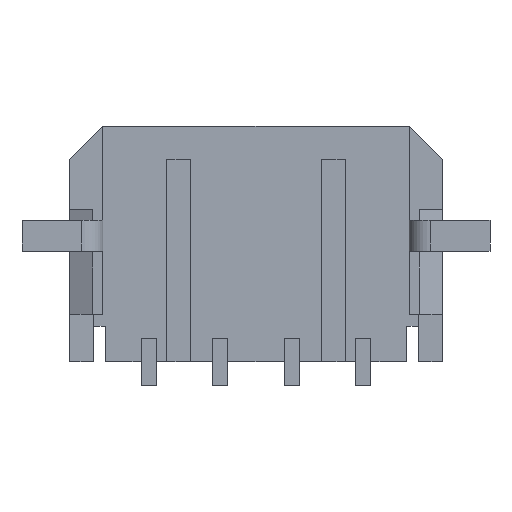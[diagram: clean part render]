
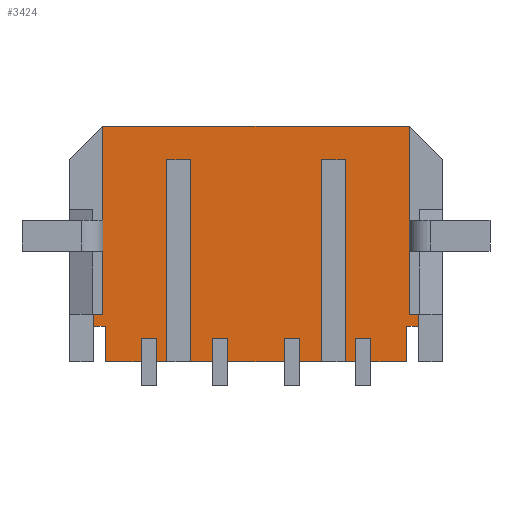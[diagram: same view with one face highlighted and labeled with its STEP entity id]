
A CAD part, front view. The second image highlights one B-rep face of the part: STEP entity #3424.
In plain terms, the highlighted planar face has unit normal (0, -1, 0).
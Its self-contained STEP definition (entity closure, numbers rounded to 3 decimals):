
#221=DIRECTION('',(0.,0.,1.));
#222=VECTOR('',#221,7.9);
#223=CARTESIAN_POINT('',(6.425,-1.935,-2.95));
#224=LINE('',#223,#222);
#541=DIRECTION('',(0.,0.,-1.));
#542=VECTOR('',#541,0.5);
#543=CARTESIAN_POINT('',(6.825,-1.935,-2.95));
#544=LINE('',#543,#542);
#545=DIRECTION('',(0.,0.,1.));
#546=VECTOR('',#545,1.);
#547=CARTESIAN_POINT('',(4.82,-1.935,-4.95));
#548=LINE('',#547,#546);
#549=DIRECTION('',(1.,0.,0.));
#550=VECTOR('',#549,0.64);
#551=CARTESIAN_POINT('',(4.18,-1.935,-3.95));
#552=LINE('',#551,#550);
#553=DIRECTION('',(0.,0.,1.));
#554=VECTOR('',#553,1.);
#555=CARTESIAN_POINT('',(4.18,-1.935,-4.95));
#556=LINE('',#555,#554);
#557=DIRECTION('',(0.,0.,1.));
#558=VECTOR('',#557,8.5);
#559=CARTESIAN_POINT('',(3.75,-1.935,-4.95));
#560=LINE('',#559,#558);
#561=DIRECTION('',(-1.,0.,0.));
#562=VECTOR('',#561,1.);
#563=CARTESIAN_POINT('',(3.75,-1.935,3.55));
#564=LINE('',#563,#562);
#565=DIRECTION('',(0.,0.,1.));
#566=VECTOR('',#565,8.5);
#567=CARTESIAN_POINT('',(2.75,-1.935,-4.95));
#568=LINE('',#567,#566);
#569=DIRECTION('',(0.,0.,1.));
#570=VECTOR('',#569,1.);
#571=CARTESIAN_POINT('',(1.82,-1.935,-4.95));
#572=LINE('',#571,#570);
#573=DIRECTION('',(1.,0.,0.));
#574=VECTOR('',#573,0.64);
#575=CARTESIAN_POINT('',(1.18,-1.935,-3.95));
#576=LINE('',#575,#574);
#577=DIRECTION('',(0.,0.,1.));
#578=VECTOR('',#577,1.);
#579=CARTESIAN_POINT('',(1.18,-1.935,-4.95));
#580=LINE('',#579,#578);
#581=DIRECTION('',(0.,0.,1.));
#582=VECTOR('',#581,1.);
#583=CARTESIAN_POINT('',(-1.18,-1.935,-4.95));
#584=LINE('',#583,#582);
#585=DIRECTION('',(1.,0.,0.));
#586=VECTOR('',#585,0.64);
#587=CARTESIAN_POINT('',(-1.82,-1.935,-3.95));
#588=LINE('',#587,#586);
#589=DIRECTION('',(0.,0.,1.));
#590=VECTOR('',#589,1.);
#591=CARTESIAN_POINT('',(-1.82,-1.935,-4.95));
#592=LINE('',#591,#590);
#593=DIRECTION('',(0.,0.,1.));
#594=VECTOR('',#593,8.5);
#595=CARTESIAN_POINT('',(-2.75,-1.935,-4.95));
#596=LINE('',#595,#594);
#597=DIRECTION('',(-1.,0.,0.));
#598=VECTOR('',#597,1.);
#599=CARTESIAN_POINT('',(-2.75,-1.935,3.55));
#600=LINE('',#599,#598);
#601=DIRECTION('',(0.,0.,1.));
#602=VECTOR('',#601,8.5);
#603=CARTESIAN_POINT('',(-3.75,-1.935,-4.95));
#604=LINE('',#603,#602);
#605=DIRECTION('',(0.,0.,1.));
#606=VECTOR('',#605,1.);
#607=CARTESIAN_POINT('',(-4.18,-1.935,-4.95));
#608=LINE('',#607,#606);
#609=DIRECTION('',(1.,0.,0.));
#610=VECTOR('',#609,0.64);
#611=CARTESIAN_POINT('',(-4.82,-1.935,-3.95));
#612=LINE('',#611,#610);
#613=DIRECTION('',(0.,0.,1.));
#614=VECTOR('',#613,1.);
#615=CARTESIAN_POINT('',(-4.82,-1.935,-4.95));
#616=LINE('',#615,#614);
#617=DIRECTION('',(-1.,0.,0.));
#618=VECTOR('',#617,0.4);
#619=CARTESIAN_POINT('',(-6.425,-1.935,-2.95));
#620=LINE('',#619,#618);
#621=DIRECTION('',(1.,0.,0.));
#622=VECTOR('',#621,12.85);
#623=CARTESIAN_POINT('',(-6.425,-1.935,4.95));
#624=LINE('',#623,#622);
#625=DIRECTION('',(1.,0.,0.));
#626=VECTOR('',#625,0.4);
#627=CARTESIAN_POINT('',(6.425,-1.935,-2.95));
#628=LINE('',#627,#626);
#629=DIRECTION('',(1.,0.,0.));
#630=VECTOR('',#629,0.5);
#631=CARTESIAN_POINT('',(6.325,-1.935,-3.45));
#632=LINE('',#631,#630);
#827=DIRECTION('',(-1.,0.,0.));
#828=VECTOR('',#827,1.505);
#829=CARTESIAN_POINT('',(6.325,-1.935,-4.95));
#830=LINE('',#829,#828);
#851=DIRECTION('',(-1.,0.,0.));
#852=VECTOR('',#851,2.36);
#853=CARTESIAN_POINT('',(1.18,-1.935,-4.95));
#854=LINE('',#853,#852);
#871=DIRECTION('',(-1.,0.,0.));
#872=VECTOR('',#871,1.505);
#873=CARTESIAN_POINT('',(-4.82,-1.935,-4.95));
#874=LINE('',#873,#872);
#879=DIRECTION('',(-1.,0.,0.));
#880=VECTOR('',#879,0.43);
#881=CARTESIAN_POINT('',(-3.75,-1.935,-4.95));
#882=LINE('',#881,#880);
#887=DIRECTION('',(-1.,0.,0.));
#888=VECTOR('',#887,0.93);
#889=CARTESIAN_POINT('',(-1.82,-1.935,-4.95));
#890=LINE('',#889,#888);
#907=DIRECTION('',(-1.,0.,0.));
#908=VECTOR('',#907,0.93);
#909=CARTESIAN_POINT('',(2.75,-1.935,-4.95));
#910=LINE('',#909,#908);
#915=DIRECTION('',(-1.,0.,0.));
#916=VECTOR('',#915,0.43);
#917=CARTESIAN_POINT('',(4.18,-1.935,-4.95));
#918=LINE('',#917,#916);
#1271=DIRECTION('',(0.,0.,-1.));
#1272=VECTOR('',#1271,0.5);
#1273=CARTESIAN_POINT('',(-6.825,-1.935,-2.95));
#1274=LINE('',#1273,#1272);
#1291=DIRECTION('',(1.,0.,0.));
#1292=VECTOR('',#1291,0.5);
#1293=CARTESIAN_POINT('',(-6.825,-1.935,-3.45));
#1294=LINE('',#1293,#1292);
#1299=DIRECTION('',(0.,0.,-1.));
#1300=VECTOR('',#1299,1.5);
#1301=CARTESIAN_POINT('',(-6.325,-1.935,-3.45));
#1302=LINE('',#1301,#1300);
#1379=DIRECTION('',(0.,0.,1.));
#1380=VECTOR('',#1379,1.5);
#1381=CARTESIAN_POINT('',(6.325,-1.935,-4.95));
#1382=LINE('',#1381,#1380);
#1647=DIRECTION('',(0.,0.,-1.));
#1648=VECTOR('',#1647,7.9);
#1649=CARTESIAN_POINT('',(-6.425,-1.935,4.95));
#1650=LINE('',#1649,#1648);
#2259=CARTESIAN_POINT('',(4.82,-1.935,-4.95));
#2260=VERTEX_POINT('',#2259);
#2261=CARTESIAN_POINT('',(4.18,-1.935,-4.95));
#2262=VERTEX_POINT('',#2261);
#2383=CARTESIAN_POINT('',(6.325,-1.935,-4.95));
#2384=CARTESIAN_POINT('',(6.325,-1.935,-3.45));
#2385=VERTEX_POINT('',#2383);
#2386=VERTEX_POINT('',#2384);
#2387=CARTESIAN_POINT('',(6.825,-1.935,-3.45));
#2388=VERTEX_POINT('',#2387);
#2389=CARTESIAN_POINT('',(-6.825,-1.935,-3.45));
#2390=CARTESIAN_POINT('',(-6.325,-1.935,-3.45));
#2391=VERTEX_POINT('',#2389);
#2392=VERTEX_POINT('',#2390);
#2393=CARTESIAN_POINT('',(-6.325,-1.935,-4.95));
#2394=VERTEX_POINT('',#2393);
#2399=CARTESIAN_POINT('',(4.18,-1.935,-3.95));
#2400=CARTESIAN_POINT('',(4.82,-1.935,-3.95));
#2401=VERTEX_POINT('',#2399);
#2402=VERTEX_POINT('',#2400);
#2403=CARTESIAN_POINT('',(1.18,-1.935,-3.95));
#2404=CARTESIAN_POINT('',(1.82,-1.935,-3.95));
#2405=VERTEX_POINT('',#2403);
#2406=VERTEX_POINT('',#2404);
#2407=CARTESIAN_POINT('',(-1.82,-1.935,-3.95));
#2408=CARTESIAN_POINT('',(-1.18,-1.935,-3.95));
#2409=VERTEX_POINT('',#2407);
#2410=VERTEX_POINT('',#2408);
#2411=CARTESIAN_POINT('',(-4.82,-1.935,-3.95));
#2412=CARTESIAN_POINT('',(-4.18,-1.935,-3.95));
#2413=VERTEX_POINT('',#2411);
#2414=VERTEX_POINT('',#2412);
#2415=CARTESIAN_POINT('',(1.82,-1.935,-4.95));
#2416=VERTEX_POINT('',#2415);
#2417=CARTESIAN_POINT('',(1.18,-1.935,-4.95));
#2418=VERTEX_POINT('',#2417);
#2419=CARTESIAN_POINT('',(-1.18,-1.935,-4.95));
#2420=VERTEX_POINT('',#2419);
#2421=CARTESIAN_POINT('',(-1.82,-1.935,-4.95));
#2422=VERTEX_POINT('',#2421);
#2423=CARTESIAN_POINT('',(-4.18,-1.935,-4.95));
#2424=VERTEX_POINT('',#2423);
#2425=CARTESIAN_POINT('',(-4.82,-1.935,-4.95));
#2426=VERTEX_POINT('',#2425);
#2467=CARTESIAN_POINT('',(-3.75,-1.935,-4.95));
#2468=CARTESIAN_POINT('',(-3.75,-1.935,3.55));
#2469=VERTEX_POINT('',#2467);
#2470=VERTEX_POINT('',#2468);
#2471=CARTESIAN_POINT('',(-2.75,-1.935,-4.95));
#2472=CARTESIAN_POINT('',(-2.75,-1.935,3.55));
#2473=VERTEX_POINT('',#2471);
#2474=VERTEX_POINT('',#2472);
#2483=CARTESIAN_POINT('',(2.75,-1.935,-4.95));
#2484=CARTESIAN_POINT('',(2.75,-1.935,3.55));
#2485=VERTEX_POINT('',#2483);
#2486=VERTEX_POINT('',#2484);
#2487=CARTESIAN_POINT('',(3.75,-1.935,-4.95));
#2488=CARTESIAN_POINT('',(3.75,-1.935,3.55));
#2489=VERTEX_POINT('',#2487);
#2490=VERTEX_POINT('',#2488);
#2495=CARTESIAN_POINT('',(6.425,-1.935,4.95));
#2497=VERTEX_POINT('',#2495);
#2499=CARTESIAN_POINT('',(-6.425,-1.935,4.95));
#2500=VERTEX_POINT('',#2499);
#2577=CARTESIAN_POINT('',(6.425,-1.935,-2.95));
#2578=VERTEX_POINT('',#2577);
#2581=CARTESIAN_POINT('',(6.825,-1.935,-2.95));
#2582=VERTEX_POINT('',#2581);
#2583=CARTESIAN_POINT('',(-6.425,-1.935,-2.95));
#2584=CARTESIAN_POINT('',(-6.825,-1.935,-2.95));
#2585=VERTEX_POINT('',#2583);
#2586=VERTEX_POINT('',#2584);
#3350=CARTESIAN_POINT('',(-7.825,-1.935,4.95));
#3351=DIRECTION('',(0.,-1.,0.));
#3352=DIRECTION('',(0.,0.,-1.));
#3353=AXIS2_PLACEMENT_3D('',#3350,#3351,#3352);
#3354=PLANE('',#3353);
#3355=ORIENTED_EDGE('',*,*,#3099,.T.);
#3357=ORIENTED_EDGE('',*,*,#3356,.F.);
#3359=ORIENTED_EDGE('',*,*,#3358,.F.);
#3361=ORIENTED_EDGE('',*,*,#3360,.T.);
#3363=ORIENTED_EDGE('',*,*,#3362,.T.);
#3365=ORIENTED_EDGE('',*,*,#3364,.F.);
#3367=ORIENTED_EDGE('',*,*,#3366,.F.);
#3369=ORIENTED_EDGE('',*,*,#3368,.T.);
#3371=ORIENTED_EDGE('',*,*,#3370,.T.);
#3373=ORIENTED_EDGE('',*,*,#3372,.T.);
#3375=ORIENTED_EDGE('',*,*,#3374,.F.);
#3377=ORIENTED_EDGE('',*,*,#3376,.T.);
#3379=ORIENTED_EDGE('',*,*,#3378,.T.);
#3381=ORIENTED_EDGE('',*,*,#3380,.F.);
#3383=ORIENTED_EDGE('',*,*,#3382,.F.);
#3385=ORIENTED_EDGE('',*,*,#3384,.T.);
#3387=ORIENTED_EDGE('',*,*,#3386,.T.);
#3389=ORIENTED_EDGE('',*,*,#3388,.F.);
#3391=ORIENTED_EDGE('',*,*,#3390,.F.);
#3393=ORIENTED_EDGE('',*,*,#3392,.T.);
#3395=ORIENTED_EDGE('',*,*,#3394,.T.);
#3397=ORIENTED_EDGE('',*,*,#3396,.T.);
#3399=ORIENTED_EDGE('',*,*,#3398,.F.);
#3401=ORIENTED_EDGE('',*,*,#3400,.T.);
#3403=ORIENTED_EDGE('',*,*,#3402,.T.);
#3405=ORIENTED_EDGE('',*,*,#3404,.F.);
#3407=ORIENTED_EDGE('',*,*,#3406,.F.);
#3409=ORIENTED_EDGE('',*,*,#3408,.T.);
#3411=ORIENTED_EDGE('',*,*,#3410,.F.);
#3413=ORIENTED_EDGE('',*,*,#3412,.F.);
#3415=ORIENTED_EDGE('',*,*,#3414,.F.);
#3416=ORIENTED_EDGE('',*,*,#3059,.F.);
#3418=ORIENTED_EDGE('',*,*,#3417,.F.);
#3419=ORIENTED_EDGE('',*,*,#3286,.T.);
#3420=ORIENTED_EDGE('',*,*,#2953,.F.);
#3421=ORIENTED_EDGE('',*,*,#3032,.T.);
#3422=EDGE_LOOP('',(#3355,#3357,#3359,#3361,#3363,#3365,#3367,#3369,#3371,#3373,
#3375,#3377,#3379,#3381,#3383,#3385,#3387,#3389,#3391,#3393,#3395,#3397,#3399,
#3401,#3403,#3405,#3407,#3409,#3411,#3413,#3415,#3416,#3418,#3419,#3420,#3421));
#3423=FACE_OUTER_BOUND('',#3422,.F.);
#3424=ADVANCED_FACE('',(#3423),#3354,.T.);
#2953=EDGE_CURVE('',#2578,#2497,#224,.T.);
#3032=EDGE_CURVE('',#2578,#2582,#628,.T.);
#3059=EDGE_CURVE('',#2585,#2586,#620,.T.);
#3099=EDGE_CURVE('',#2582,#2388,#544,.T.);
#3286=EDGE_CURVE('',#2500,#2497,#624,.T.);
#3356=EDGE_CURVE('',#2386,#2388,#632,.T.);
#3358=EDGE_CURVE('',#2385,#2386,#1382,.T.);
#3360=EDGE_CURVE('',#2385,#2260,#830,.T.);
#3362=EDGE_CURVE('',#2260,#2402,#548,.T.);
#3364=EDGE_CURVE('',#2401,#2402,#552,.T.);
#3366=EDGE_CURVE('',#2262,#2401,#556,.T.);
#3368=EDGE_CURVE('',#2262,#2489,#918,.T.);
#3370=EDGE_CURVE('',#2489,#2490,#560,.T.);
#3372=EDGE_CURVE('',#2490,#2486,#564,.T.);
#3374=EDGE_CURVE('',#2485,#2486,#568,.T.);
#3376=EDGE_CURVE('',#2485,#2416,#910,.T.);
#3378=EDGE_CURVE('',#2416,#2406,#572,.T.);
#3380=EDGE_CURVE('',#2405,#2406,#576,.T.);
#3382=EDGE_CURVE('',#2418,#2405,#580,.T.);
#3384=EDGE_CURVE('',#2418,#2420,#854,.T.);
#3386=EDGE_CURVE('',#2420,#2410,#584,.T.);
#3388=EDGE_CURVE('',#2409,#2410,#588,.T.);
#3390=EDGE_CURVE('',#2422,#2409,#592,.T.);
#3392=EDGE_CURVE('',#2422,#2473,#890,.T.);
#3394=EDGE_CURVE('',#2473,#2474,#596,.T.);
#3396=EDGE_CURVE('',#2474,#2470,#600,.T.);
#3398=EDGE_CURVE('',#2469,#2470,#604,.T.);
#3400=EDGE_CURVE('',#2469,#2424,#882,.T.);
#3402=EDGE_CURVE('',#2424,#2414,#608,.T.);
#3404=EDGE_CURVE('',#2413,#2414,#612,.T.);
#3406=EDGE_CURVE('',#2426,#2413,#616,.T.);
#3408=EDGE_CURVE('',#2426,#2394,#874,.T.);
#3410=EDGE_CURVE('',#2392,#2394,#1302,.T.);
#3412=EDGE_CURVE('',#2391,#2392,#1294,.T.);
#3414=EDGE_CURVE('',#2586,#2391,#1274,.T.);
#3417=EDGE_CURVE('',#2500,#2585,#1650,.T.);
